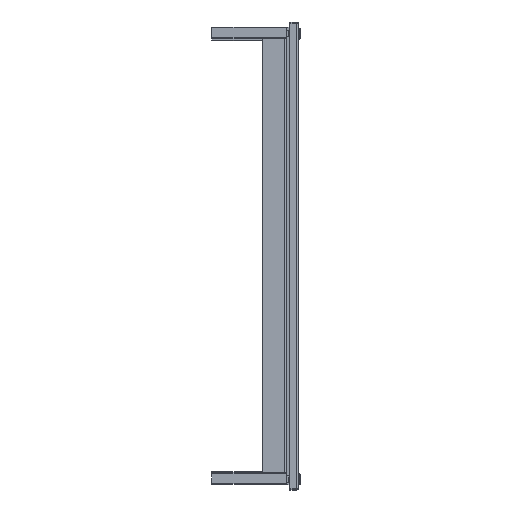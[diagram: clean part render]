
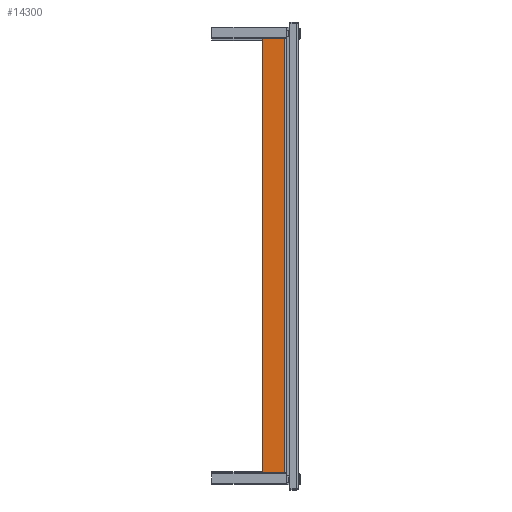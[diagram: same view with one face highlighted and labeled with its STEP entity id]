
A CAD part, top view. The second image highlights one B-rep face of the part: STEP entity #14300.
In plain terms, the highlighted face is planar.
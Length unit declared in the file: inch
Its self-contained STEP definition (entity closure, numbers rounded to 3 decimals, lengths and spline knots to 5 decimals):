
#347 = CIRCLE ( 'NONE', #33284, 0.156 ) ;
#489 = ORIENTED_EDGE ( 'NONE', *, *, #28042, .T. ) ;
#893 = ORIENTED_EDGE ( 'NONE', *, *, #18023, .T. ) ;
#1222 = LINE ( 'NONE', #30084, #25974 ) ;
#1533 = VERTEX_POINT ( 'NONE', #37241 ) ;
#1718 = LINE ( 'NONE', #43001, #10457 ) ;
#1944 = ORIENTED_EDGE ( 'NONE', *, *, #45161, .T. ) ;
#2848 = AXIS2_PLACEMENT_3D ( 'NONE', #37966, #27523, #27237 ) ;
#4166 = EDGE_CURVE ( 'NONE', #25374, #12468, #19952, .T. ) ;
#4890 = ORIENTED_EDGE ( 'NONE', *, *, #4166, .T. ) ;
#5468 = VECTOR ( 'NONE', #6898, 39.37008 ) ;
#5489 = VERTEX_POINT ( 'NONE', #28812 ) ;
#5682 = EDGE_CURVE ( 'NONE', #15618, #24811, #20539, .T. ) ;
#6173 = CARTESIAN_POINT ( 'NONE',  ( -12.137, -6.193, -16.5 ) ) ;
#6376 = CARTESIAN_POINT ( 'NONE',  ( -12.137, -6.193, 16.5 ) ) ;
#6898 = DIRECTION ( 'NONE',  ( 0., 0., -1. ) ) ;
#7660 = VERTEX_POINT ( 'NONE', #26570 ) ;
#7827 = EDGE_CURVE ( 'NONE', #36222, #29964, #34547, .T. ) ;
#8003 = VECTOR ( 'NONE', #33001, 39.37008 ) ;
#8803 = DIRECTION ( 'NONE',  ( 0., -1., 0. ) ) ;
#8948 = CARTESIAN_POINT ( 'NONE',  ( -12.137, -6.193, -15.844 ) ) ;
#9314 = EDGE_LOOP ( 'NONE', ( #1944, #489, #31788, #11309 ) ) ;
#9455 = EDGE_CURVE ( 'NONE', #24811, #16098, #1222, .T. ) ;
#9503 = ORIENTED_EDGE ( 'NONE', *, *, #7827, .T. ) ;
#10353 = CARTESIAN_POINT ( 'NONE',  ( -12.137, -7.537, -16. ) ) ;
#10457 = VECTOR ( 'NONE', #35697, 39.37008 ) ;
#11309 = ORIENTED_EDGE ( 'NONE', *, *, #14914, .T. ) ;
#11702 = AXIS2_PLACEMENT_3D ( 'NONE', #34391, #13479, #17150 ) ;
#12328 = EDGE_LOOP ( 'NONE', ( #20703, #4890, #893, #9503 ) ) ;
#12468 = VERTEX_POINT ( 'NONE', #16561 ) ;
#12551 = LINE ( 'NONE', #8948, #16444 ) ;
#12731 = VECTOR ( 'NONE', #22836, 39.37008 ) ;
#13192 = CIRCLE ( 'NONE', #11702, 0.156 ) ;
#13479 = DIRECTION ( 'NONE',  ( 1., 0., 0. ) ) ;
#14051 = DIRECTION ( 'NONE',  ( 1., 0., 0. ) ) ;
#14300 = ADVANCED_FACE ( 'NONE', ( #43504, #24886, #15580 ), #36926, .T. ) ;
#14914 = EDGE_CURVE ( 'NONE', #26768, #1533, #1718, .T. ) ;
#15034 = CIRCLE ( 'NONE', #29131, 0.156 ) ;
#15580 = FACE_BOUND ( 'NONE', #44264, .T. ) ;
#15618 = VERTEX_POINT ( 'NONE', #20047 ) ;
#15929 = CARTESIAN_POINT ( 'NONE',  ( -12.137, -6.193, -16.5 ) ) ;
#16098 = VERTEX_POINT ( 'NONE', #21569 ) ;
#16444 = VECTOR ( 'NONE', #8803, 39.37008 ) ;
#16561 = CARTESIAN_POINT ( 'NONE',  ( -12.137, -7.835, 16.5 ) ) ;
#17150 = DIRECTION ( 'NONE',  ( 0., 0., 1. ) ) ;
#17317 = LINE ( 'NONE', #18813, #8003 ) ;
#17678 = DIRECTION ( 'NONE',  ( 0., 0., 1. ) ) ;
#17818 = CARTESIAN_POINT ( 'NONE',  ( -12.137, -7.835, -16.5 ) ) ;
#18023 = EDGE_CURVE ( 'NONE', #12468, #36222, #25272, .T. ) ;
#18813 = CARTESIAN_POINT ( 'NONE',  ( -12.137, -6.193, 16.156 ) ) ;
#19741 = DIRECTION ( 'NONE',  ( -1., 0., 0. ) ) ;
#19952 = LINE ( 'NONE', #17818, #21600 ) ;
#20047 = CARTESIAN_POINT ( 'NONE',  ( -12.137, -7.537, 16.156 ) ) ;
#20168 = CARTESIAN_POINT ( 'NONE',  ( -12.137, -7.537, 15.844 ) ) ;
#20539 = CIRCLE ( 'NONE', #2848, 0.156 ) ;
#20703 = ORIENTED_EDGE ( 'NONE', *, *, #42885, .T. ) ;
#21387 = CARTESIAN_POINT ( 'NONE',  ( -12.137, -6.193, -16.5 ) ) ;
#21569 = CARTESIAN_POINT ( 'NONE',  ( -12.137, -6.599, 15.844 ) ) ;
#21600 = VECTOR ( 'NONE', #17678, 39.37008 ) ;
#22836 = DIRECTION ( 'NONE',  ( 0., -1., 0. ) ) ;
#24811 = VERTEX_POINT ( 'NONE', #20168 ) ;
#24886 = FACE_BOUND ( 'NONE', #9314, .T. ) ;
#25272 = LINE ( 'NONE', #6376, #43337 ) ;
#25374 = VERTEX_POINT ( 'NONE', #41422 ) ;
#25974 = VECTOR ( 'NONE', #26987, 39.37008 ) ;
#26570 = CARTESIAN_POINT ( 'NONE',  ( -12.137, -6.599, 16.156 ) ) ;
#26768 = VERTEX_POINT ( 'NONE', #34829 ) ;
#26987 = DIRECTION ( 'NONE',  ( 0., 1., 0. ) ) ;
#27194 = DIRECTION ( 'NONE',  ( 1., 0., 0. ) ) ;
#27237 = DIRECTION ( 'NONE',  ( 0., 0., 1. ) ) ;
#27523 = DIRECTION ( 'NONE',  ( 1., 0., 0. ) ) ;
#28042 = EDGE_CURVE ( 'NONE', #5489, #42425, #12551, .T. ) ;
#28329 = CARTESIAN_POINT ( 'NONE',  ( -12.137, -6.193, -16.5 ) ) ;
#28812 = CARTESIAN_POINT ( 'NONE',  ( -12.137, -6.599, -15.844 ) ) ;
#29131 = AXIS2_PLACEMENT_3D ( 'NONE', #38062, #27194, #34722 ) ;
#29497 = ORIENTED_EDGE ( 'NONE', *, *, #41218, .T. ) ;
#29789 = EDGE_CURVE ( 'NONE', #16098, #7660, #15034, .T. ) ;
#29964 = VERTEX_POINT ( 'NONE', #21387 ) ;
#30084 = CARTESIAN_POINT ( 'NONE',  ( -12.137, -6.193, 15.844 ) ) ;
#31252 = CARTESIAN_POINT ( 'NONE',  ( -12.137, -6.193, 16.5 ) ) ;
#31788 = ORIENTED_EDGE ( 'NONE', *, *, #41522, .T. ) ;
#31953 = AXIS2_PLACEMENT_3D ( 'NONE', #15929, #19741, #44238 ) ;
#33001 = DIRECTION ( 'NONE',  ( 0., -1., 0. ) ) ;
#33213 = CARTESIAN_POINT ( 'NONE',  ( -12.137, -7.537, -15.844 ) ) ;
#33284 = AXIS2_PLACEMENT_3D ( 'NONE', #10353, #14051, #38431 ) ;
#34111 = ORIENTED_EDGE ( 'NONE', *, *, #5682, .T. ) ;
#34391 = CARTESIAN_POINT ( 'NONE',  ( -12.137, -6.599, -16. ) ) ;
#34547 = LINE ( 'NONE', #28329, #5468 ) ;
#34722 = DIRECTION ( 'NONE',  ( 0., 0., 1. ) ) ;
#34829 = CARTESIAN_POINT ( 'NONE',  ( -12.137, -7.537, -16.156 ) ) ;
#35697 = DIRECTION ( 'NONE',  ( 0., 1., 0. ) ) ;
#35832 = LINE ( 'NONE', #6173, #12731 ) ;
#36067 = ORIENTED_EDGE ( 'NONE', *, *, #29789, .T. ) ;
#36222 = VERTEX_POINT ( 'NONE', #31252 ) ;
#36926 = PLANE ( 'NONE',  #31953 ) ;
#37241 = CARTESIAN_POINT ( 'NONE',  ( -12.137, -6.599, -16.156 ) ) ;
#37966 = CARTESIAN_POINT ( 'NONE',  ( -12.137, -7.537, 16. ) ) ;
#38062 = CARTESIAN_POINT ( 'NONE',  ( -12.137, -6.599, 16. ) ) ;
#38431 = DIRECTION ( 'NONE',  ( 0., 0., 1. ) ) ;
#41218 = EDGE_CURVE ( 'NONE', #7660, #15618, #17317, .T. ) ;
#41422 = CARTESIAN_POINT ( 'NONE',  ( -12.137, -7.835, -16.5 ) ) ;
#41522 = EDGE_CURVE ( 'NONE', #42425, #26768, #347, .T. ) ;
#41890 = DIRECTION ( 'NONE',  ( 0., 1., 0. ) ) ;
#42425 = VERTEX_POINT ( 'NONE', #33213 ) ;
#42885 = EDGE_CURVE ( 'NONE', #29964, #25374, #35832, .T. ) ;
#43001 = CARTESIAN_POINT ( 'NONE',  ( -12.137, -6.193, -16.156 ) ) ;
#43230 = ORIENTED_EDGE ( 'NONE', *, *, #9455, .T. ) ;
#43337 = VECTOR ( 'NONE', #41890, 39.37008 ) ;
#43504 = FACE_OUTER_BOUND ( 'NONE', #12328, .T. ) ;
#44238 = DIRECTION ( 'NONE',  ( 0., 0., -1. ) ) ;
#44264 = EDGE_LOOP ( 'NONE', ( #29497, #34111, #43230, #36067 ) ) ;
#45161 = EDGE_CURVE ( 'NONE', #1533, #5489, #13192, .T. ) ;
